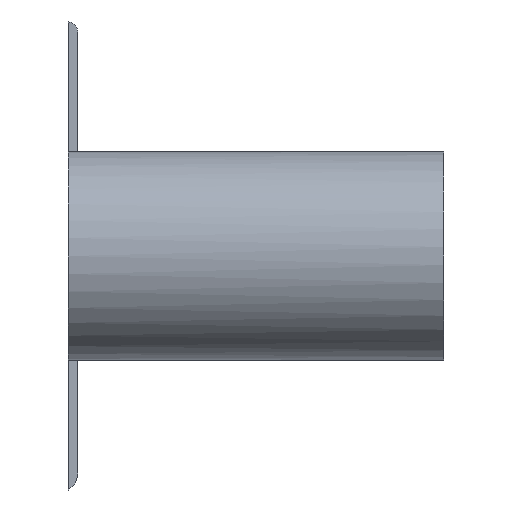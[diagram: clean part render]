
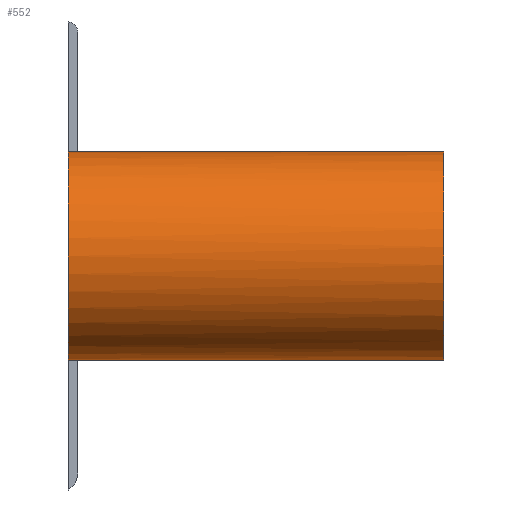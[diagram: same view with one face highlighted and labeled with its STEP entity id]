
A CAD part, left-side view. The second image highlights one B-rep face of the part: STEP entity #552.
In plain terms, the highlighted cylindrical face has radius 10.3 mm (diameter 20.6 mm), a partial arc.
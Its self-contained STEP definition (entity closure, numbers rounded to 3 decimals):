
#19=B_SPLINE_CURVE_WITH_KNOTS('',3,(#862,#863,#864,#865,#866,#867,#868,
#869,#870,#871),.UNSPECIFIED.,.F.,.F.,(4,2,2,2,4),(1.308,1.382,
1.457,1.54,1.624),.UNSPECIFIED.);
#21=B_SPLINE_CURVE_WITH_KNOTS('',3,(#891,#892,#893,#894,#895,#896,#897,
#898,#899,#900),.UNSPECIFIED.,.F.,.F.,(4,2,2,2,4),(0.991,1.075,
1.158,1.233,1.308),.UNSPECIFIED.);
#22=B_SPLINE_CURVE_WITH_KNOTS('',3,(#908,#909,#910,#911,#912,#913,#914,
#915,#916,#917),.UNSPECIFIED.,.F.,.F.,(4,2,2,2,4),(0.606,0.682,
0.757,0.834,0.91),.UNSPECIFIED.);
#23=B_SPLINE_CURVE_WITH_KNOTS('',3,(#921,#922,#923,#924,#925,#926,#927,
#928,#929,#930),.UNSPECIFIED.,.F.,.F.,(4,2,2,2,4),(0.302,0.378,
0.455,0.53,0.606),.UNSPECIFIED.);
#52=FACE_OUTER_BOUND('',#82,.T.);
#82=EDGE_LOOP('',(#405,#406,#407,#408,#409,#410,#411,#412,#413,#414,#415,
#416,#417,#418,#419,#420));
#124=LINE('',#886,#174);
#125=LINE('',#889,#175);
#126=LINE('',#902,#176);
#127=LINE('',#904,#177);
#128=LINE('',#906,#178);
#129=LINE('',#932,#179);
#130=LINE('',#934,#180);
#131=LINE('',#935,#181);
#174=VECTOR('',#704,10.);
#175=VECTOR('',#707,10.);
#176=VECTOR('',#708,10.);
#177=VECTOR('',#709,10.);
#178=VECTOR('',#710,10.);
#179=VECTOR('',#713,10.);
#180=VECTOR('',#714,10.);
#181=VECTOR('',#715,10.);
#214=CIRCLE('',#598,10.3);
#217=CIRCLE('',#605,10.3);
#219=CIRCLE('',#609,10.3);
#220=CIRCLE('',#610,10.3);
#241=VERTEX_POINT('',#828);
#242=VERTEX_POINT('',#830);
#250=VERTEX_POINT('',#853);
#251=VERTEX_POINT('',#855);
#253=VERTEX_POINT('',#861);
#255=VERTEX_POINT('',#885);
#256=VERTEX_POINT('',#887);
#257=VERTEX_POINT('',#890);
#258=VERTEX_POINT('',#901);
#259=VERTEX_POINT('',#903);
#260=VERTEX_POINT('',#905);
#261=VERTEX_POINT('',#907);
#262=VERTEX_POINT('',#918);
#263=VERTEX_POINT('',#920);
#264=VERTEX_POINT('',#931);
#265=VERTEX_POINT('',#933);
#296=EDGE_CURVE('',#242,#241,#214,.T.);
#308=EDGE_CURVE('',#251,#250,#217,.T.);
#311=EDGE_CURVE('',#253,#251,#19,.T.);
#314=EDGE_CURVE('',#250,#255,#124,.T.);
#315=EDGE_CURVE('',#256,#255,#219,.T.);
#316=EDGE_CURVE('',#256,#242,#125,.T.);
#317=EDGE_CURVE('',#241,#257,#21,.T.);
#318=EDGE_CURVE('',#258,#257,#126,.T.);
#319=EDGE_CURVE('',#259,#258,#127,.T.);
#320=EDGE_CURVE('',#260,#259,#128,.T.);
#321=EDGE_CURVE('',#261,#260,#22,.F.);
#322=EDGE_CURVE('',#262,#261,#220,.T.);
#323=EDGE_CURVE('',#263,#262,#23,.F.);
#324=EDGE_CURVE('',#263,#264,#129,.T.);
#325=EDGE_CURVE('',#264,#265,#130,.T.);
#326=EDGE_CURVE('',#265,#253,#131,.T.);
#405=ORIENTED_EDGE('',*,*,#311,.T.);
#406=ORIENTED_EDGE('',*,*,#308,.T.);
#407=ORIENTED_EDGE('',*,*,#314,.T.);
#408=ORIENTED_EDGE('',*,*,#315,.F.);
#409=ORIENTED_EDGE('',*,*,#316,.T.);
#410=ORIENTED_EDGE('',*,*,#296,.T.);
#411=ORIENTED_EDGE('',*,*,#317,.T.);
#412=ORIENTED_EDGE('',*,*,#318,.F.);
#413=ORIENTED_EDGE('',*,*,#319,.F.);
#414=ORIENTED_EDGE('',*,*,#320,.F.);
#415=ORIENTED_EDGE('',*,*,#321,.F.);
#416=ORIENTED_EDGE('',*,*,#322,.F.);
#417=ORIENTED_EDGE('',*,*,#323,.F.);
#418=ORIENTED_EDGE('',*,*,#324,.T.);
#419=ORIENTED_EDGE('',*,*,#325,.T.);
#420=ORIENTED_EDGE('',*,*,#326,.T.);
#534=CYLINDRICAL_SURFACE('',#608,10.3);
#552=ADVANCED_FACE('',(#52),#534,.T.);
#598=AXIS2_PLACEMENT_3D('',#831,#671,#672);
#605=AXIS2_PLACEMENT_3D('',#856,#694,#695);
#608=AXIS2_PLACEMENT_3D('',#884,#702,#703);
#609=AXIS2_PLACEMENT_3D('',#888,#705,#706);
#610=AXIS2_PLACEMENT_3D('',#919,#711,#712);
#671=DIRECTION('center_axis',(0.,-1.,0.));
#672=DIRECTION('ref_axis',(-1.,0.,0.));
#694=DIRECTION('center_axis',(0.,-1.,0.));
#695=DIRECTION('ref_axis',(-1.,0.,0.));
#702=DIRECTION('center_axis',(0.,-1.,0.));
#703=DIRECTION('ref_axis',(-1.,0.,0.));
#704=DIRECTION('',(0.,1.,0.));
#705=DIRECTION('center_axis',(0.,1.,0.));
#706=DIRECTION('ref_axis',(-1.,0.,0.));
#707=DIRECTION('',(0.,-1.,0.));
#708=DIRECTION('',(0.,1.,0.));
#709=DIRECTION('',(0.,1.,0.));
#710=DIRECTION('',(0.,1.,0.));
#711=DIRECTION('center_axis',(0.,-1.,0.));
#712=DIRECTION('ref_axis',(-1.,0.,0.));
#713=DIRECTION('',(0.,1.,0.));
#714=DIRECTION('',(0.,1.,0.));
#715=DIRECTION('',(0.,1.,0.));
#828=CARTESIAN_POINT('',(8.972,466.077,-5.058));
#830=CARTESIAN_POINT('',(8.835,466.077,-5.294));
#831=CARTESIAN_POINT('Origin',(0.,466.077,0.));
#853=CARTESIAN_POINT('',(8.835,466.077,5.294));
#855=CARTESIAN_POINT('',(8.972,466.077,5.058));
#856=CARTESIAN_POINT('Origin',(0.,466.077,0.));
#861=CARTESIAN_POINT('',(9.835,464.077,3.058));
#862=CARTESIAN_POINT('Ctrl Pts',(9.835,464.077,3.058));
#863=CARTESIAN_POINT('Ctrl Pts',(9.835,464.326,3.058));
#864=CARTESIAN_POINT('Ctrl Pts',(9.82,464.591,3.108));
#865=CARTESIAN_POINT('Ctrl Pts',(9.756,465.076,3.306));
#866=CARTESIAN_POINT('Ctrl Pts',(9.705,465.296,3.455));
#867=CARTESIAN_POINT('Ctrl Pts',(9.572,465.663,3.81));
#868=CARTESIAN_POINT('Ctrl Pts',(9.476,465.823,4.046));
#869=CARTESIAN_POINT('Ctrl Pts',(9.245,466.03,4.549));
#870=CARTESIAN_POINT('Ctrl Pts',(9.109,466.077,4.816));
#871=CARTESIAN_POINT('Ctrl Pts',(8.972,466.077,5.058));
#884=CARTESIAN_POINT('Origin',(0.,450.,0.));
#885=CARTESIAN_POINT('',(8.835,467.,5.294));
#886=CARTESIAN_POINT('',(8.835,450.,5.294));
#887=CARTESIAN_POINT('',(8.835,467.,-5.294));
#888=CARTESIAN_POINT('Origin',(0.,467.,0.));
#889=CARTESIAN_POINT('',(8.835,450.,-5.294));
#890=CARTESIAN_POINT('',(9.835,464.077,-3.058));
#891=CARTESIAN_POINT('Ctrl Pts',(8.972,466.077,-5.058));
#892=CARTESIAN_POINT('Ctrl Pts',(9.109,466.077,-4.816));
#893=CARTESIAN_POINT('Ctrl Pts',(9.245,466.03,-4.549));
#894=CARTESIAN_POINT('Ctrl Pts',(9.476,465.823,-4.046));
#895=CARTESIAN_POINT('Ctrl Pts',(9.572,465.663,-3.81));
#896=CARTESIAN_POINT('Ctrl Pts',(9.705,465.296,-3.455));
#897=CARTESIAN_POINT('Ctrl Pts',(9.756,465.076,-3.306));
#898=CARTESIAN_POINT('Ctrl Pts',(9.82,464.591,-3.108));
#899=CARTESIAN_POINT('Ctrl Pts',(9.835,464.326,-3.058));
#900=CARTESIAN_POINT('Ctrl Pts',(9.835,464.077,-3.058));
#901=CARTESIAN_POINT('',(9.835,464.,-3.058));
#902=CARTESIAN_POINT('',(9.835,450.,-3.058));
#903=CARTESIAN_POINT('',(9.835,435.063,-3.058));
#904=CARTESIAN_POINT('',(9.835,450.,-3.058));
#905=CARTESIAN_POINT('',(9.835,432.,-3.058));
#906=CARTESIAN_POINT('',(9.835,450.,-3.058));
#907=CARTESIAN_POINT('',(10.245,430.,-1.058));
#908=CARTESIAN_POINT('Ctrl Pts',(9.835,432.,-3.058));
#909=CARTESIAN_POINT('Ctrl Pts',(9.835,431.748,-3.058));
#910=CARTESIAN_POINT('Ctrl Pts',(9.852,431.48,-3.008));
#911=CARTESIAN_POINT('Ctrl Pts',(9.911,430.989,-2.805));
#912=CARTESIAN_POINT('Ctrl Pts',(9.954,430.766,-2.652));
#913=CARTESIAN_POINT('Ctrl Pts',(10.042,430.412,-2.3));
#914=CARTESIAN_POINT('Ctrl Pts',(10.092,430.257,-2.075));
#915=CARTESIAN_POINT('Ctrl Pts',(10.181,430.051,-1.582));
#916=CARTESIAN_POINT('Ctrl Pts',(10.219,430.,-1.312));
#917=CARTESIAN_POINT('Ctrl Pts',(10.245,430.,-1.058));
#918=CARTESIAN_POINT('',(10.245,430.,1.058));
#919=CARTESIAN_POINT('Origin',(0.,430.,0.));
#920=CARTESIAN_POINT('',(9.835,432.,3.058));
#921=CARTESIAN_POINT('Ctrl Pts',(10.245,430.,1.058));
#922=CARTESIAN_POINT('Ctrl Pts',(10.219,430.,1.312));
#923=CARTESIAN_POINT('Ctrl Pts',(10.181,430.051,1.582));
#924=CARTESIAN_POINT('Ctrl Pts',(10.092,430.257,2.075));
#925=CARTESIAN_POINT('Ctrl Pts',(10.042,430.412,2.3));
#926=CARTESIAN_POINT('Ctrl Pts',(9.954,430.766,2.652));
#927=CARTESIAN_POINT('Ctrl Pts',(9.911,430.989,2.805));
#928=CARTESIAN_POINT('Ctrl Pts',(9.852,431.48,3.008));
#929=CARTESIAN_POINT('Ctrl Pts',(9.835,431.748,3.058));
#930=CARTESIAN_POINT('Ctrl Pts',(9.835,432.,3.058));
#931=CARTESIAN_POINT('',(9.835,435.063,3.058));
#932=CARTESIAN_POINT('',(9.835,450.,3.058));
#933=CARTESIAN_POINT('',(9.835,464.,3.058));
#934=CARTESIAN_POINT('',(9.835,450.,3.058));
#935=CARTESIAN_POINT('',(9.835,450.,3.058));
